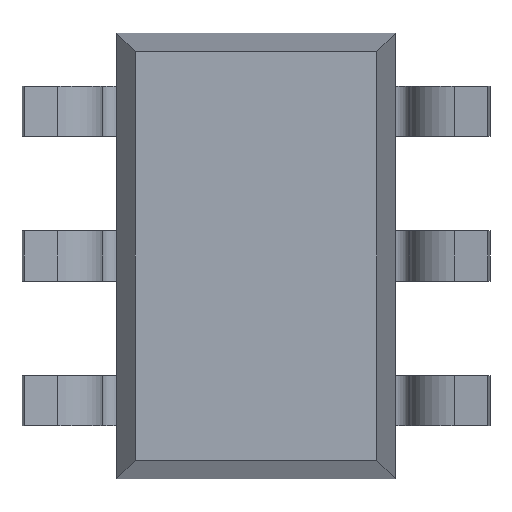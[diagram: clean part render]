
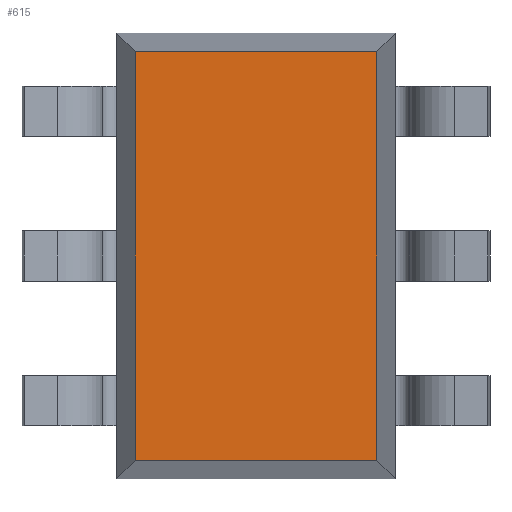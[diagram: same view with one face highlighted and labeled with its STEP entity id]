
A CAD part, front view. The second image highlights one B-rep face of the part: STEP entity #615.
In plain terms, the highlighted planar face has unit normal (0, -1, 0).
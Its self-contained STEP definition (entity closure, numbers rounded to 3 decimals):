
#4 = EDGE_CURVE ( 'NONE', #2214, #745, #378, .T. ) ;
#13 = VECTOR ( 'NONE', #107, 1000. ) ;
#107 = DIRECTION ( 'NONE',  ( 1., 0., 0. ) ) ;
#151 = LINE ( 'NONE', #2726, #13 ) ;
#334 = VECTOR ( 'NONE', #2572, 1000. ) ;
#339 = LINE ( 'NONE', #2476, #1067 ) ;
#378 = LINE ( 'NONE', #841, #2172 ) ;
#615 = ADVANCED_FACE ( 'NONE', ( #2438 ), #1561, .T. ) ;
#733 = EDGE_CURVE ( 'NONE', #1420, #2518, #2331, .T. ) ;
#745 = VERTEX_POINT ( 'NONE', #2353 ) ;
#841 = CARTESIAN_POINT ( 'NONE',  ( 0.542, 0.1, -1. ) ) ;
#954 = EDGE_LOOP ( 'NONE', ( #2248, #1406, #1387, #1958 ) ) ;
#1067 = VECTOR ( 'NONE', #1228, 1000. ) ;
#1228 = DIRECTION ( 'NONE',  ( -1., 0., 0. ) ) ;
#1235 = EDGE_CURVE ( 'NONE', #2518, #2214, #151, .T. ) ;
#1265 = CARTESIAN_POINT ( 'NONE',  ( 0.542, 0.1, -0.917 ) ) ;
#1274 = CARTESIAN_POINT ( 'NONE',  ( -0.542, 0.1, 0.917 ) ) ;
#1308 = CARTESIAN_POINT ( 'NONE',  ( 0., 0.1, 0. ) ) ;
#1387 = ORIENTED_EDGE ( 'NONE', *, *, #1857, .T. ) ;
#1406 = ORIENTED_EDGE ( 'NONE', *, *, #4, .T. ) ;
#1420 = VERTEX_POINT ( 'NONE', #1274 ) ;
#1496 = DIRECTION ( 'NONE',  ( 0., 0., 1. ) ) ;
#1536 = DIRECTION ( 'NONE',  ( 1., 0., 0. ) ) ;
#1561 = PLANE ( 'NONE',  #2453 ) ;
#1857 = EDGE_CURVE ( 'NONE', #745, #1420, #339, .T. ) ;
#1885 = CARTESIAN_POINT ( 'NONE',  ( -0.542, 0.1, 1. ) ) ;
#1958 = ORIENTED_EDGE ( 'NONE', *, *, #733, .T. ) ;
#2054 = CARTESIAN_POINT ( 'NONE',  ( -0.542, 0.1, -0.917 ) ) ;
#2156 = DIRECTION ( 'NONE',  ( 0., -1., 0. ) ) ;
#2172 = VECTOR ( 'NONE', #1496, 1000. ) ;
#2214 = VERTEX_POINT ( 'NONE', #1265 ) ;
#2248 = ORIENTED_EDGE ( 'NONE', *, *, #1235, .T. ) ;
#2331 = LINE ( 'NONE', #1885, #334 ) ;
#2353 = CARTESIAN_POINT ( 'NONE',  ( 0.542, 0.1, 0.917 ) ) ;
#2438 = FACE_OUTER_BOUND ( 'NONE', #954, .T. ) ;
#2453 = AXIS2_PLACEMENT_3D ( 'NONE', #1308, #2156, #1536 ) ;
#2476 = CARTESIAN_POINT ( 'NONE',  ( 0.625, 0.1, 0.917 ) ) ;
#2518 = VERTEX_POINT ( 'NONE', #2054 ) ;
#2572 = DIRECTION ( 'NONE',  ( 0., 0., -1. ) ) ;
#2726 = CARTESIAN_POINT ( 'NONE',  ( -0.625, 0.1, -0.917 ) ) ;
